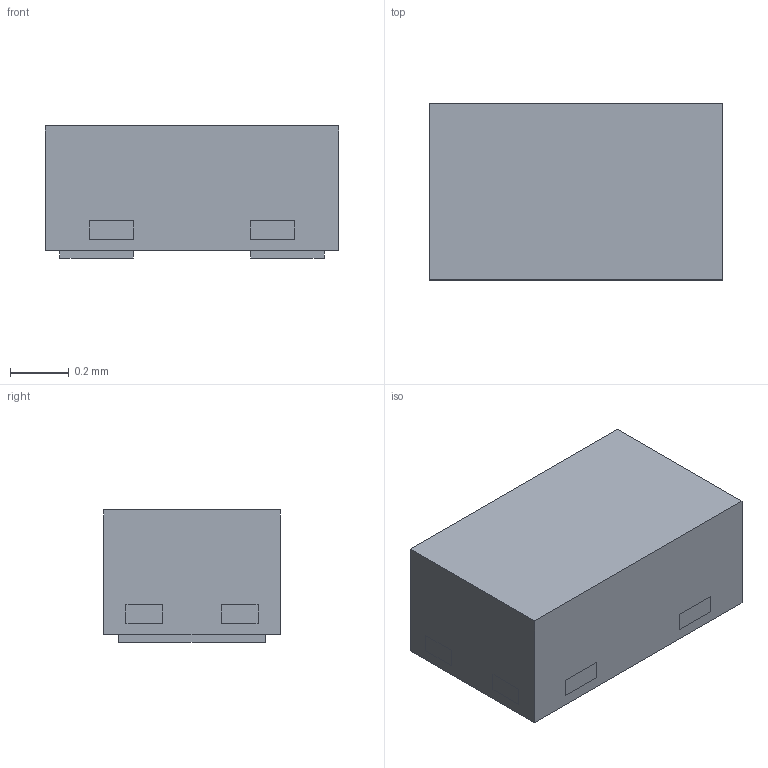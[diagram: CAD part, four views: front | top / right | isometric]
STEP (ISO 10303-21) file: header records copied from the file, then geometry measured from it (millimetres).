
FILE_DESCRIPTION((''),'2;1');
FILE_NAME('DPY0002A_ASM','2018-09-20T10:46:56',('a0412086'),(''),'CREO PARAMETRIC BY PTC INC, 2018020','CREO PARAMETRIC BY PTC INC, 2018020','');
FILE_SCHEMA(('AUTOMOTIVE_DESIGN { 1 0 10303 214 1 1 1 1 }'));
Length unit declared in the file: millimetre
Products named in the file (3): BODY-SON; FRAME-DPY0002A; DPY0002A_ASM
Assembly tree (2 placements, depth 2):
  DPY0002A_ASM
    BODY-SON
    FRAME-DPY0002A
Bounding box: 1 x 0.6 x 0.45 mm (x, y, z)
Volume: 0.3 mm3; surface area: 3.9 mm2
Topology: 3 solids, 3 shells, 76 faces, 228 edges, 152 vertices
Faces by surface type: plane 76
Entity records: 3645 total; most frequent: CARTESIAN_POINT 495, ORIENTED_EDGE 456, DIRECTION 429, PRESENTATION_STYLE_ASSIGNMENT 239, STYLED_ITEM 231, VECTOR 228, LINE 228, CURVE_STYLE 228
